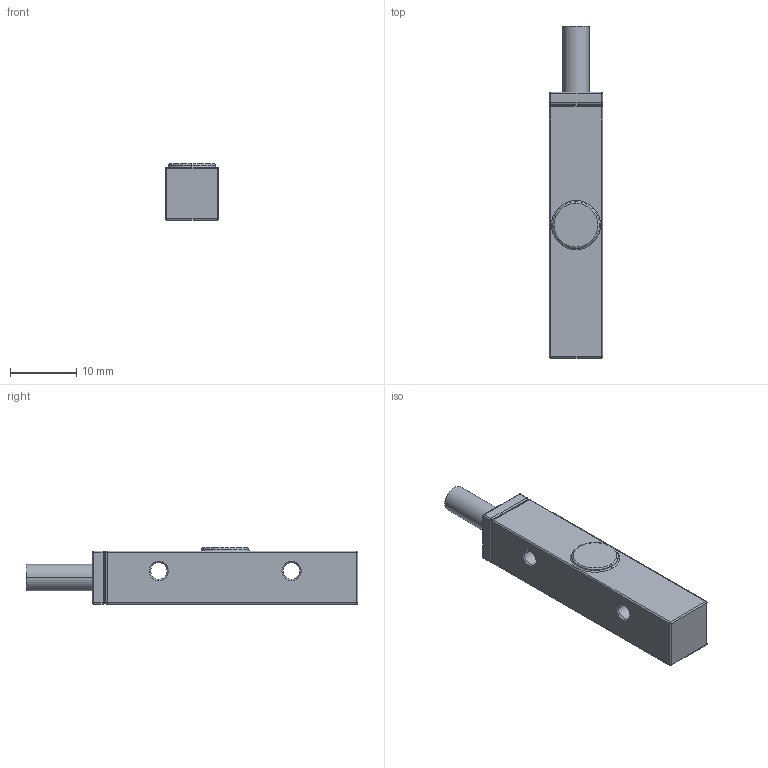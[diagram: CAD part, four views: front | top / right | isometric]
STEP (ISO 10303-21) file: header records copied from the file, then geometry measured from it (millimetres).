
FILE_DESCRIPTION((''),'2;1');
FILE_NAME('F41A_E000216A','2007-03-08T',('Pepperl+Fuchs'),('Industriehansa'),'PRO/ENGINEER BY PARAMETRIC TECHNOLOGY CORPORATION, 2005290','PRO/ENGINEER BY PARAMETRIC TECHNOLOGY CORPORATION, 2005290','');
FILE_SCHEMA(('AUTOMOTIVE_DESIGN_CC2 { 1 2 10303 214 -1 1 5 2 }'));
Length unit declared in the file: millimetre
Products named in the file (1): F41A_E000216A
Bounding box: 8 x 50 x 8.5 mm (x, y, z)
Volume: 2620.3 mm3; surface area: 1647.9 mm2
Topology: 1 solids, 1 shells, 78 faces, 208 edges, 140 vertices
Faces by surface type: cylinder 32, plane 18, sphere 16, cone 8, torus 4
Entity records: 3083 total; most frequent: DIRECTION 462, CARTESIAN_POINT 371, ORIENTED_EDGE 312, PRESENTATION_STYLE_ASSIGNMENT 224, STYLED_ITEM 221, CURVE_STYLE 214, AXIS2_PLACEMENT_3D 175, EDGE_CURVE 156
